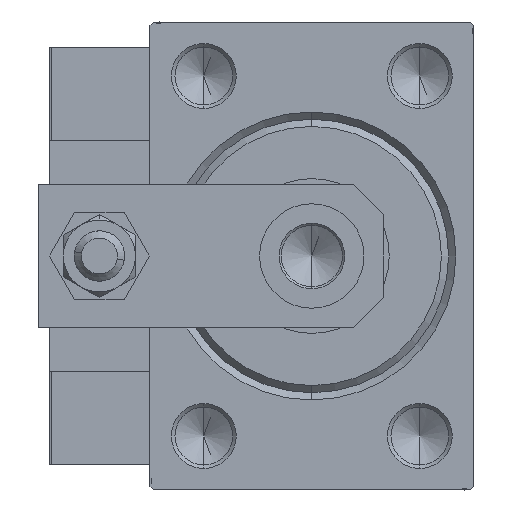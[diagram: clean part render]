
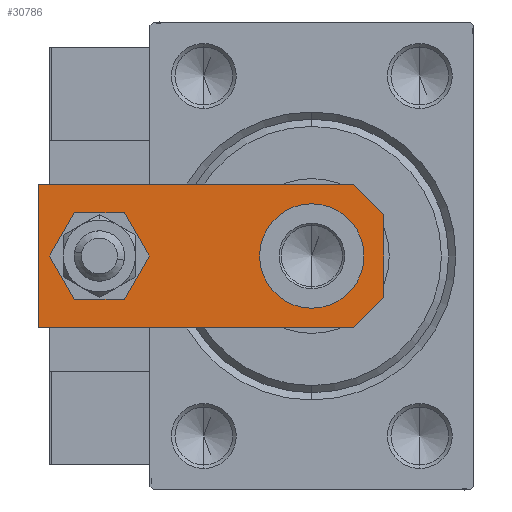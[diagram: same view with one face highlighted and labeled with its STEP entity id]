
A CAD part, left-side view. The second image highlights one B-rep face of the part: STEP entity #30786.
In plain terms, the highlighted face is planar.
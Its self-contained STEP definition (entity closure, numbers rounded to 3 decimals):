
#2099 = CARTESIAN_POINT ( 'NONE',  ( 0., 0., 6. ) ) ;
#2624 = DIRECTION ( 'NONE',  ( 0., 0., 1. ) ) ;
#4785 = CARTESIAN_POINT ( 'NONE',  ( 10., 0., 6. ) ) ;
#4918 = VECTOR ( 'NONE', #31817, 1000. ) ;
#5061 = CIRCLE ( 'NONE', #51118, 7.25 ) ;
#5383 = VERTEX_POINT ( 'NONE', #8560 ) ;
#5795 = EDGE_CURVE ( 'NONE', #25577, #44803, #8500, .T. ) ;
#6341 = DIRECTION ( 'NONE',  ( -1., 0., 0. ) ) ;
#8130 = EDGE_CURVE ( 'NONE', #22599, #11927, #51073, .T. ) ;
#8500 = LINE ( 'NONE', #20564, #4918 ) ;
#8560 = CARTESIAN_POINT ( 'NONE',  ( 5.76, 0., 6. ) ) ;
#8620 = EDGE_CURVE ( 'NONE', #15071, #47306, #16863, .T. ) ;
#10324 = EDGE_LOOP ( 'NONE', ( #38162, #37614 ) ) ;
#10389 = LINE ( 'NONE', #30545, #40666 ) ;
#10548 = CIRCLE ( 'NONE', #34805, 4. ) ;
#10641 = DIRECTION ( 'NONE',  ( 0.707, -0.707, 0. ) ) ;
#10793 = CARTESIAN_POINT ( 'NONE',  ( 10., 48., 6. ) ) ;
#11927 = VERTEX_POINT ( 'NONE', #39159 ) ;
#12250 = ORIENTED_EDGE ( 'NONE', *, *, #45527, .T. ) ;
#12933 = CARTESIAN_POINT ( 'NONE',  ( -10., 4.24, 6. ) ) ;
#13644 = DIRECTION ( 'NONE',  ( 0., 0., 1. ) ) ;
#14023 = DIRECTION ( 'NONE',  ( 1., 0., 0. ) ) ;
#14241 = VECTOR ( 'NONE', #48323, 1000. ) ;
#14408 = DIRECTION ( 'NONE',  ( 1., 0., 0. ) ) ;
#15071 = VERTEX_POINT ( 'NONE', #30228 ) ;
#16043 = AXIS2_PLACEMENT_3D ( 'NONE', #2099, #2624, #18647 ) ;
#16863 = LINE ( 'NONE', #4785, #14241 ) ;
#17312 = ORIENTED_EDGE ( 'NONE', *, *, #5795, .T. ) ;
#17573 = CARTESIAN_POINT ( 'NONE',  ( 0., 10., 6. ) ) ;
#18384 = FACE_BOUND ( 'NONE', #37068, .T. ) ;
#18520 = VECTOR ( 'NONE', #23389, 1000. ) ;
#18647 = DIRECTION ( 'NONE',  ( 1., 0., 0. ) ) ;
#18907 = FACE_OUTER_BOUND ( 'NONE', #42766, .T. ) ;
#20063 = CARTESIAN_POINT ( 'NONE',  ( -7.25, 10., 6. ) ) ;
#20564 = CARTESIAN_POINT ( 'NONE',  ( -10., 48., 6. ) ) ;
#20735 = ORIENTED_EDGE ( 'NONE', *, *, #22451, .F. ) ;
#21141 = EDGE_CURVE ( 'NONE', #45884, #5383, #45210, .T. ) ;
#22451 = EDGE_CURVE ( 'NONE', #11927, #22599, #10548, .T. ) ;
#22599 = VERTEX_POINT ( 'NONE', #41226 ) ;
#22767 = EDGE_CURVE ( 'NONE', #47306, #25577, #26767, .T. ) ;
#23389 = DIRECTION ( 'NONE',  ( 0.707, 0.707, 0. ) ) ;
#23987 = CARTESIAN_POINT ( 'NONE',  ( 10., 48., 6. ) ) ;
#24345 = CIRCLE ( 'NONE', #28529, 7.25 ) ;
#25033 = CARTESIAN_POINT ( 'NONE',  ( 0., 39.5, 6. ) ) ;
#25429 = DIRECTION ( 'NONE',  ( 0., 0., 1. ) ) ;
#25577 = VERTEX_POINT ( 'NONE', #25797 ) ;
#25797 = CARTESIAN_POINT ( 'NONE',  ( -10., 48., 6. ) ) ;
#26477 = EDGE_CURVE ( 'NONE', #51379, #43159, #24345, .T. ) ;
#26767 = LINE ( 'NONE', #10793, #51574 ) ;
#27067 = CARTESIAN_POINT ( 'NONE',  ( 2.88, -2.88, 6. ) ) ;
#27647 = CARTESIAN_POINT ( 'NONE',  ( 0., 10., 6. ) ) ;
#28121 = ORIENTED_EDGE ( 'NONE', *, *, #8620, .T. ) ;
#28529 = AXIS2_PLACEMENT_3D ( 'NONE', #27647, #31577, #43120 ) ;
#29000 = EDGE_CURVE ( 'NONE', #43159, #51379, #5061, .T. ) ;
#29376 = ORIENTED_EDGE ( 'NONE', *, *, #8130, .F. ) ;
#30101 = DIRECTION ( 'NONE',  ( 1., 0., 0. ) ) ;
#30228 = CARTESIAN_POINT ( 'NONE',  ( 10., 4.24, 6. ) ) ;
#30502 = EDGE_CURVE ( 'NONE', #5383, #15071, #46998, .T. ) ;
#30545 = CARTESIAN_POINT ( 'NONE',  ( -2.88, -2.88, 6. ) ) ;
#30786 = ADVANCED_FACE ( 'NONE', ( #18384, #18907, #42213 ), #30922, .T. ) ;
#30922 = PLANE ( 'NONE',  #16043 ) ;
#31577 = DIRECTION ( 'NONE',  ( 0., 0., 1. ) ) ;
#31817 = DIRECTION ( 'NONE',  ( 0., -1., 0. ) ) ;
#33160 = DIRECTION ( 'NONE',  ( 0., 0., 1. ) ) ;
#33913 = CARTESIAN_POINT ( 'NONE',  ( -10., 0., 6. ) ) ;
#34805 = AXIS2_PLACEMENT_3D ( 'NONE', #25033, #33160, #49171 ) ;
#36665 = ORIENTED_EDGE ( 'NONE', *, *, #30502, .T. ) ;
#37068 = EDGE_LOOP ( 'NONE', ( #29376, #20735 ) ) ;
#37614 = ORIENTED_EDGE ( 'NONE', *, *, #26477, .F. ) ;
#38162 = ORIENTED_EDGE ( 'NONE', *, *, #29000, .F. ) ;
#39159 = CARTESIAN_POINT ( 'NONE',  ( 4., 39.5, 6. ) ) ;
#40085 = CARTESIAN_POINT ( 'NONE',  ( 7.25, 10., 6. ) ) ;
#40666 = VECTOR ( 'NONE', #10641, 1000. ) ;
#41226 = CARTESIAN_POINT ( 'NONE',  ( -4., 39.5, 6. ) ) ;
#42213 = FACE_BOUND ( 'NONE', #10324, .T. ) ;
#42766 = EDGE_LOOP ( 'NONE', ( #17312, #12250, #50369, #36665, #28121, #50111 ) ) ;
#43120 = DIRECTION ( 'NONE',  ( 1., 0., 0. ) ) ;
#43159 = VERTEX_POINT ( 'NONE', #20063 ) ;
#44803 = VERTEX_POINT ( 'NONE', #12933 ) ;
#45210 = LINE ( 'NONE', #33913, #49722 ) ;
#45527 = EDGE_CURVE ( 'NONE', #44803, #45884, #10389, .T. ) ;
#45884 = VERTEX_POINT ( 'NONE', #50561 ) ;
#46117 = CARTESIAN_POINT ( 'NONE',  ( 0., 39.5, 6. ) ) ;
#46998 = LINE ( 'NONE', #27067, #18520 ) ;
#47306 = VERTEX_POINT ( 'NONE', #23987 ) ;
#47699 = AXIS2_PLACEMENT_3D ( 'NONE', #46117, #13644, #14408 ) ;
#48323 = DIRECTION ( 'NONE',  ( 0., 1., 0. ) ) ;
#49171 = DIRECTION ( 'NONE',  ( 1., 0., 0. ) ) ;
#49722 = VECTOR ( 'NONE', #14023, 1000. ) ;
#50111 = ORIENTED_EDGE ( 'NONE', *, *, #22767, .T. ) ;
#50369 = ORIENTED_EDGE ( 'NONE', *, *, #21141, .T. ) ;
#50561 = CARTESIAN_POINT ( 'NONE',  ( -5.76, 0., 6. ) ) ;
#51073 = CIRCLE ( 'NONE', #47699, 4. ) ;
#51118 = AXIS2_PLACEMENT_3D ( 'NONE', #17573, #25429, #30101 ) ;
#51379 = VERTEX_POINT ( 'NONE', #40085 ) ;
#51574 = VECTOR ( 'NONE', #6341, 1000. ) ;
